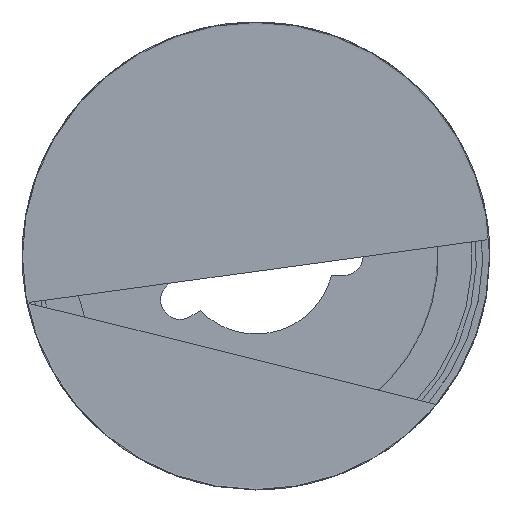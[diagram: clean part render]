
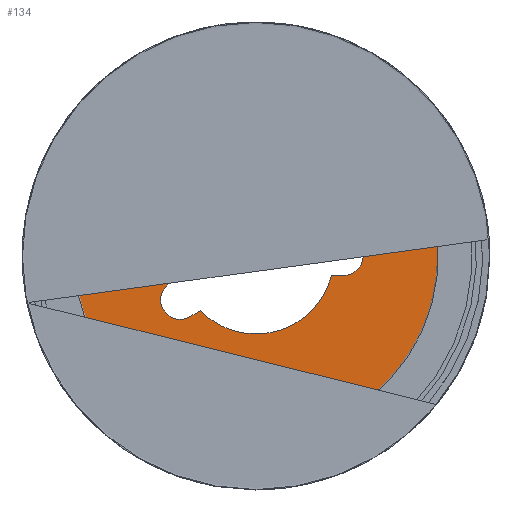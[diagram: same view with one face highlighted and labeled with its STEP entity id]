
A CAD part, top view. The second image highlights one B-rep face of the part: STEP entity #134.
In plain terms, the highlighted planar face has unit normal (0, 0, 1).
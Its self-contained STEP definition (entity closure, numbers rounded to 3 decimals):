
#89=PLANE('',#456);
#95=LINE('',#604,#114);
#96=LINE('',#608,#115);
#97=LINE('',#612,#116);
#98=LINE('',#616,#117);
#114=VECTOR('',#499,1.);
#115=VECTOR('',#502,1.);
#116=VECTOR('',#505,1.);
#117=VECTOR('',#508,1.);
#134=ADVANCED_FACE('',(#166,#167),#89,.T.);
#166=FACE_BOUND('',#202,.T.);
#167=FACE_BOUND('',#203,.T.);
#202=EDGE_LOOP('',(#246));
#203=EDGE_LOOP('',(#247,#248,#249,#250,#251,#252,#253,#254));
#246=ORIENTED_EDGE('',*,*,#359,.T.);
#247=ORIENTED_EDGE('',*,*,#361,.F.);
#248=ORIENTED_EDGE('',*,*,#362,.T.);
#249=ORIENTED_EDGE('',*,*,#363,.F.);
#250=ORIENTED_EDGE('',*,*,#364,.T.);
#251=ORIENTED_EDGE('',*,*,#365,.F.);
#252=ORIENTED_EDGE('',*,*,#366,.F.);
#253=ORIENTED_EDGE('',*,*,#367,.F.);
#254=ORIENTED_EDGE('',*,*,#368,.T.);
#326=VERTEX_POINT('',#597);
#328=VERTEX_POINT('',#602);
#329=VERTEX_POINT('',#603);
#330=VERTEX_POINT('',#605);
#331=VERTEX_POINT('',#607);
#332=VERTEX_POINT('',#609);
#333=VERTEX_POINT('',#611);
#334=VERTEX_POINT('',#613);
#335=VERTEX_POINT('',#615);
#359=EDGE_CURVE('',#326,#326,#400,.T.);
#361=EDGE_CURVE('',#328,#329,#402,.T.);
#362=EDGE_CURVE('',#328,#330,#95,.T.);
#363=EDGE_CURVE('',#331,#330,#403,.T.);
#364=EDGE_CURVE('',#331,#332,#96,.T.);
#365=EDGE_CURVE('',#333,#332,#404,.T.);
#366=EDGE_CURVE('',#334,#333,#97,.T.);
#367=EDGE_CURVE('',#335,#334,#405,.T.);
#368=EDGE_CURVE('',#335,#329,#98,.T.);
#400=CIRCLE('',#449,37.5);
#402=CIRCLE('',#452,3.175);
#403=CIRCLE('',#453,12.705);
#404=CIRCLE('',#454,3.175);
#405=CIRCLE('',#455,12.705);
#449=AXIS2_PLACEMENT_3D('',#596,#491,#492);
#452=AXIS2_PLACEMENT_3D('',#601,#497,#498);
#453=AXIS2_PLACEMENT_3D('',#606,#500,#501);
#454=AXIS2_PLACEMENT_3D('',#610,#503,#504);
#455=AXIS2_PLACEMENT_3D('',#614,#506,#507);
#456=AXIS2_PLACEMENT_3D('',#617,#509,#510);
#491=DIRECTION('',(0.,0.,1.));
#492=DIRECTION('',(-1.,0.,0.));
#497=DIRECTION('',(0.,0.,1.));
#498=DIRECTION('',(0.,1.,0.));
#499=DIRECTION('',(-1.,0.,0.));
#500=DIRECTION('',(0.,0.,1.));
#501=DIRECTION('',(0.,1.,0.));
#502=DIRECTION('',(-0.866,-0.5,0.));
#503=DIRECTION('',(0.,0.,1.));
#504=DIRECTION('',(0.,1.,0.));
#505=DIRECTION('',(-0.866,-0.5,0.));
#506=DIRECTION('',(0.,0.,1.));
#507=DIRECTION('',(0.,1.,0.));
#508=DIRECTION('',(1.,0.,0.));
#509=DIRECTION('',(0.,0.,1.));
#510=DIRECTION('',(0.,1.,0.));
#596=CARTESIAN_POINT('',(0.,0.,0.));
#597=CARTESIAN_POINT('',(-37.5,0.,0.));
#601=CARTESIAN_POINT('',(14.27,0.,0.));
#602=CARTESIAN_POINT('',(14.27,-3.175,0.));
#603=CARTESIAN_POINT('',(14.27,3.175,0.));
#604=CARTESIAN_POINT('',(0.,-3.175,0.));
#605=CARTESIAN_POINT('',(12.302,-3.175,0.));
#606=CARTESIAN_POINT('',(0.,0.,0.));
#607=CARTESIAN_POINT('',(-9.066,-8.901,0.));
#608=CARTESIAN_POINT('',(1.588,-2.75,0.));
#609=CARTESIAN_POINT('',(-10.77,-9.885,0.));
#610=CARTESIAN_POINT('',(-12.358,-7.135,0.));
#611=CARTESIAN_POINT('',(-13.945,-4.385,0.));
#612=CARTESIAN_POINT('',(-1.588,2.75,0.));
#613=CARTESIAN_POINT('',(-12.241,-3.401,0.));
#614=CARTESIAN_POINT('',(0.,0.,0.));
#615=CARTESIAN_POINT('',(12.302,3.175,0.));
#616=CARTESIAN_POINT('',(0.,3.175,0.));
#617=CARTESIAN_POINT('',(0.,0.,0.));
